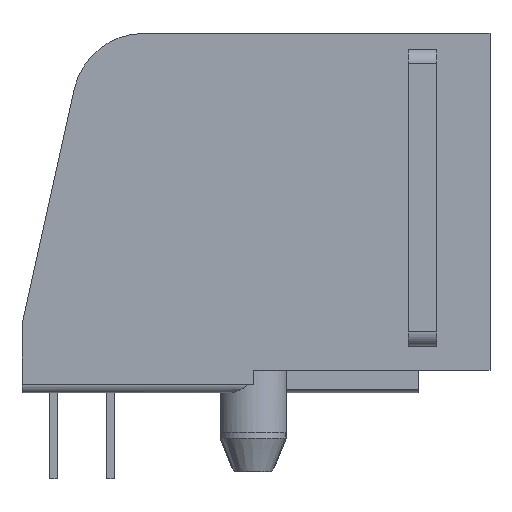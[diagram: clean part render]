
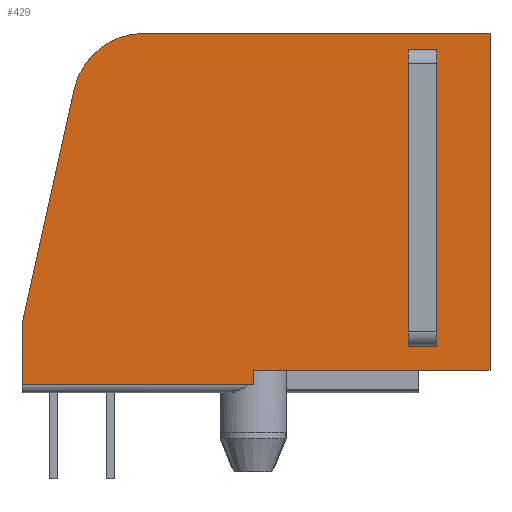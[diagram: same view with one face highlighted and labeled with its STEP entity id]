
A CAD part, left-side view. The second image highlights one B-rep face of the part: STEP entity #429.
In plain terms, the highlighted planar face has unit normal (-1, 0, 0).
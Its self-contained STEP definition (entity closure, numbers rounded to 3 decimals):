
#189 = VERTEX_POINT('',#190);
#190 = CARTESIAN_POINT('',(-4.831,-14.515,15.291));
#225 = VERTEX_POINT('',#226);
#226 = CARTESIAN_POINT('',(-4.831,-14.515,2.083));
#232 = EDGE_CURVE('',#225,#189,#233,.T.);
#233 = LINE('',#234,#235);
#234 = CARTESIAN_POINT('',(-4.831,-14.515,2.083));
#235 = VECTOR('',#236,1.);
#236 = DIRECTION('',(0.,0.,1.));
#315 = VERTEX_POINT('',#316);
#316 = CARTESIAN_POINT('',(-4.831,-13.245,2.083));
#349 = VERTEX_POINT('',#350);
#350 = CARTESIAN_POINT('',(-4.831,-13.245,15.291));
#356 = EDGE_CURVE('',#315,#349,#357,.T.);
#357 = LINE('',#358,#359);
#358 = CARTESIAN_POINT('',(-4.831,-13.245,2.083));
#359 = VECTOR('',#360,1.);
#360 = DIRECTION('',(0.,0.,1.));
#429 = ADVANCED_FACE('',(#430,#497),#513,.T.);
#430 = FACE_BOUND('',#431,.T.);
#431 = EDGE_LOOP('',(#432,#442,#450,#459,#467,#475,#483,#491));
#432 = ORIENTED_EDGE('',*,*,#433,.T.);
#433 = EDGE_CURVE('',#434,#436,#438,.T.);
#434 = VERTEX_POINT('',#435);
#435 = CARTESIAN_POINT('',(-4.831,-16.877,1.016));
#436 = VERTEX_POINT('',#437);
#437 = CARTESIAN_POINT('',(-4.831,-16.877,16.002));
#438 = LINE('',#439,#440);
#439 = CARTESIAN_POINT('',(-4.831,-16.877,1.016));
#440 = VECTOR('',#441,1.);
#441 = DIRECTION('',(0.,0.,1.));
#442 = ORIENTED_EDGE('',*,*,#443,.T.);
#443 = EDGE_CURVE('',#436,#444,#446,.T.);
#444 = VERTEX_POINT('',#445);
#445 = CARTESIAN_POINT('',(-4.831,-1.469,16.002));
#446 = LINE('',#447,#448);
#447 = CARTESIAN_POINT('',(-4.831,-16.877,16.002));
#448 = VECTOR('',#449,1.);
#449 = DIRECTION('',(0.,1.,0.));
#450 = ORIENTED_EDGE('',*,*,#451,.T.);
#451 = EDGE_CURVE('',#444,#452,#454,.T.);
#452 = VERTEX_POINT('',#453);
#453 = CARTESIAN_POINT('',(-4.831,1.631,13.514));
#454 = CIRCLE('',#455,3.175);
#455 = AXIS2_PLACEMENT_3D('',#456,#457,#458);
#456 = CARTESIAN_POINT('',(-4.831,-1.469,12.827));
#457 = DIRECTION('',(-1.,0.,0.));
#458 = DIRECTION('',(0.,0.,1.));
#459 = ORIENTED_EDGE('',*,*,#460,.T.);
#460 = EDGE_CURVE('',#452,#461,#463,.T.);
#461 = VERTEX_POINT('',#462);
#462 = CARTESIAN_POINT('',(-4.831,3.951,3.048));
#463 = LINE('',#464,#465);
#464 = CARTESIAN_POINT('',(-4.831,1.631,13.514));
#465 = VECTOR('',#466,1.);
#466 = DIRECTION('',(0.,0.216,-0.976)
  );
#467 = ORIENTED_EDGE('',*,*,#468,.T.);
#468 = EDGE_CURVE('',#461,#469,#471,.T.);
#469 = VERTEX_POINT('',#470);
#470 = CARTESIAN_POINT('',(-4.831,3.951,0.381));
#471 = LINE('',#472,#473);
#472 = CARTESIAN_POINT('',(-4.831,3.951,3.048));
#473 = VECTOR('',#474,1.);
#474 = DIRECTION('',(0.,0.,-1.));
#475 = ORIENTED_EDGE('',*,*,#476,.F.);
#476 = EDGE_CURVE('',#477,#469,#479,.T.);
#477 = VERTEX_POINT('',#478);
#478 = CARTESIAN_POINT('',(-4.831,-6.336,0.381));
#479 = LINE('',#480,#481);
#480 = CARTESIAN_POINT('',(-4.831,-6.336,0.381));
#481 = VECTOR('',#482,1.);
#482 = DIRECTION('',(0.,1.,0.));
#483 = ORIENTED_EDGE('',*,*,#484,.F.);
#484 = EDGE_CURVE('',#485,#477,#487,.T.);
#485 = VERTEX_POINT('',#486);
#486 = CARTESIAN_POINT('',(-4.831,-6.336,1.016));
#487 = LINE('',#488,#489);
#488 = CARTESIAN_POINT('',(-4.831,-6.336,1.016));
#489 = VECTOR('',#490,1.);
#490 = DIRECTION('',(0.,0.,-1.));
#491 = ORIENTED_EDGE('',*,*,#492,.T.);
#492 = EDGE_CURVE('',#485,#434,#493,.T.);
#493 = LINE('',#494,#495);
#494 = CARTESIAN_POINT('',(-4.831,-6.336,1.016));
#495 = VECTOR('',#496,1.);
#496 = DIRECTION('',(0.,-1.,0.));
#497 = FACE_BOUND('',#498,.T.);
#498 = EDGE_LOOP('',(#499,#505,#506,#512));
#499 = ORIENTED_EDGE('',*,*,#500,.F.);
#500 = EDGE_CURVE('',#315,#225,#501,.T.);
#501 = LINE('',#502,#503);
#502 = CARTESIAN_POINT('',(-4.831,-13.245,2.083));
#503 = VECTOR('',#504,1.);
#504 = DIRECTION('',(0.,-1.,0.));
#505 = ORIENTED_EDGE('',*,*,#356,.T.);
#506 = ORIENTED_EDGE('',*,*,#507,.T.);
#507 = EDGE_CURVE('',#349,#189,#508,.T.);
#508 = LINE('',#509,#510);
#509 = CARTESIAN_POINT('',(-4.831,-13.245,15.291));
#510 = VECTOR('',#511,1.);
#511 = DIRECTION('',(0.,-1.,0.));
#512 = ORIENTED_EDGE('',*,*,#232,.F.);
#513 = PLANE('',#514);
#514 = AXIS2_PLACEMENT_3D('',#515,#516,#517);
#515 = CARTESIAN_POINT('',(-4.831,-16.877,8.509));
#516 = DIRECTION('',(-1.,0.,0.));
#517 = DIRECTION('',(0.,-1.,0.));
